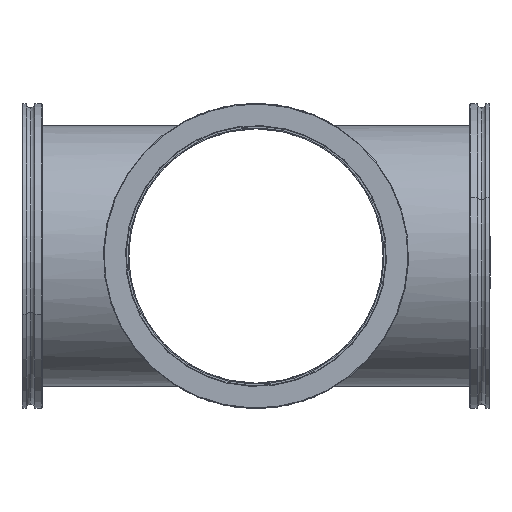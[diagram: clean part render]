
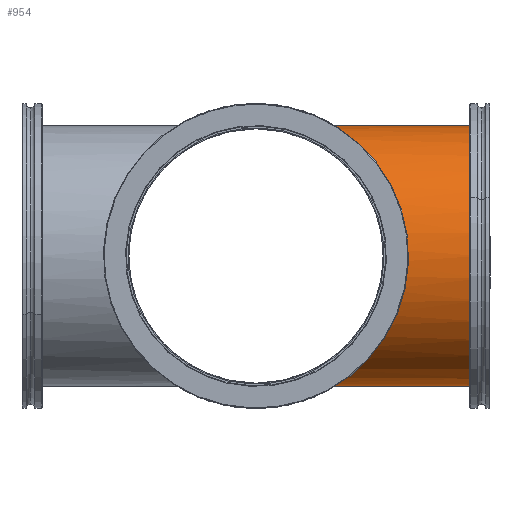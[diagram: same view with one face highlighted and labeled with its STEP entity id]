
A CAD part, front view. The second image highlights one B-rep face of the part: STEP entity #954.
In plain terms, the highlighted cylindrical face has radius 77 mm (diameter 154 mm), a partial arc.
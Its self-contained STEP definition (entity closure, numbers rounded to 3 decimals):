
#5 = VERTEX_POINT ( 'NONE', #519 ) ;
#40 = CARTESIAN_POINT ( 'NONE',  ( 131.5, 0., 0. ) ) ;
#56 = EDGE_CURVE ( 'NONE', #1563, #827, #164, .T. ) ;
#60 = CARTESIAN_POINT ( 'NONE',  ( 0., 0., -77. ) ) ;
#80 = VECTOR ( 'NONE', #170, 1000. ) ;
#164 = LINE ( 'NONE', #447, #80 ) ;
#170 = DIRECTION ( 'NONE',  ( 1., 0., 0. ) ) ;
#185 = CARTESIAN_POINT ( 'NONE',  ( 131.5, 0., 77. ) ) ;
#293 = CARTESIAN_POINT ( 'NONE',  ( 0., 0., 77. ) ) ;
#336 = EDGE_CURVE ( 'NONE', #1563, #1303, #506, .T. ) ;
#357 = FACE_OUTER_BOUND ( 'NONE', #492, .T. ) ;
#409 = VECTOR ( 'NONE', #1418, 1000. ) ;
#447 = CARTESIAN_POINT ( 'NONE',  ( -131.5, 0., 77. ) ) ;
#464 = LINE ( 'NONE', #713, #409 ) ;
#465 = CYLINDRICAL_SURFACE ( 'NONE', #907, 77. ) ;
#492 = EDGE_LOOP ( 'NONE', ( #1322, #1203, #789, #1146 ) ) ;
#506 =( BOUNDED_CURVE ( )  B_SPLINE_CURVE ( 3, ( #1375, #972, #953, #60 ),
 .UNSPECIFIED., .F., .F. ) 
 B_SPLINE_CURVE_WITH_KNOTS ( ( 4, 4 ),
 ( 4.712, 7.854 ),
 .UNSPECIFIED. ) 
 CURVE ( )  GEOMETRIC_REPRESENTATION_ITEM ( )  RATIONAL_B_SPLINE_CURVE ( ( 1., 0.333, 0.333, 1. ) ) 
 REPRESENTATION_ITEM ( '' )  );
#519 = CARTESIAN_POINT ( 'NONE',  ( 131.5, 0., -77. ) ) ;
#520 = EDGE_CURVE ( 'NONE', #827, #5, #1517, .T. ) ;
#646 = CARTESIAN_POINT ( 'NONE',  ( -131.5, 0., 0. ) ) ;
#677 = DIRECTION ( 'NONE',  ( 0., 0., -1. ) ) ;
#693 = DIRECTION ( 'NONE',  ( 1., 0., 0. ) ) ;
#713 = CARTESIAN_POINT ( 'NONE',  ( -131.5, 0., -77. ) ) ;
#789 = ORIENTED_EDGE ( 'NONE', *, *, #1261, .T. ) ;
#827 = VERTEX_POINT ( 'NONE', #185 ) ;
#907 = AXIS2_PLACEMENT_3D ( 'NONE', #646, #693, #1329 ) ;
#949 = DIRECTION ( 'NONE',  ( 1., 0., 0. ) ) ;
#953 = CARTESIAN_POINT ( 'NONE',  ( 154., -154., -77. ) ) ;
#954 = ADVANCED_FACE ( 'NONE', ( #357 ), #465, .T. ) ;
#956 = AXIS2_PLACEMENT_3D ( 'NONE', #40, #949, #677 ) ;
#972 = CARTESIAN_POINT ( 'NONE',  ( 154., -154., 77. ) ) ;
#1146 = ORIENTED_EDGE ( 'NONE', *, *, #520, .F. ) ;
#1203 = ORIENTED_EDGE ( 'NONE', *, *, #336, .T. ) ;
#1261 = EDGE_CURVE ( 'NONE', #1303, #5, #464, .T. ) ;
#1303 = VERTEX_POINT ( 'NONE', #1536 ) ;
#1322 = ORIENTED_EDGE ( 'NONE', *, *, #56, .F. ) ;
#1329 = DIRECTION ( 'NONE',  ( 0., 0., -1. ) ) ;
#1375 = CARTESIAN_POINT ( 'NONE',  ( 0., 0., 77. ) ) ;
#1418 = DIRECTION ( 'NONE',  ( 1., 0., 0. ) ) ;
#1517 = CIRCLE ( 'NONE', #956, 77. ) ;
#1536 = CARTESIAN_POINT ( 'NONE',  ( 0., 0., -77. ) ) ;
#1563 = VERTEX_POINT ( 'NONE', #293 ) ;
